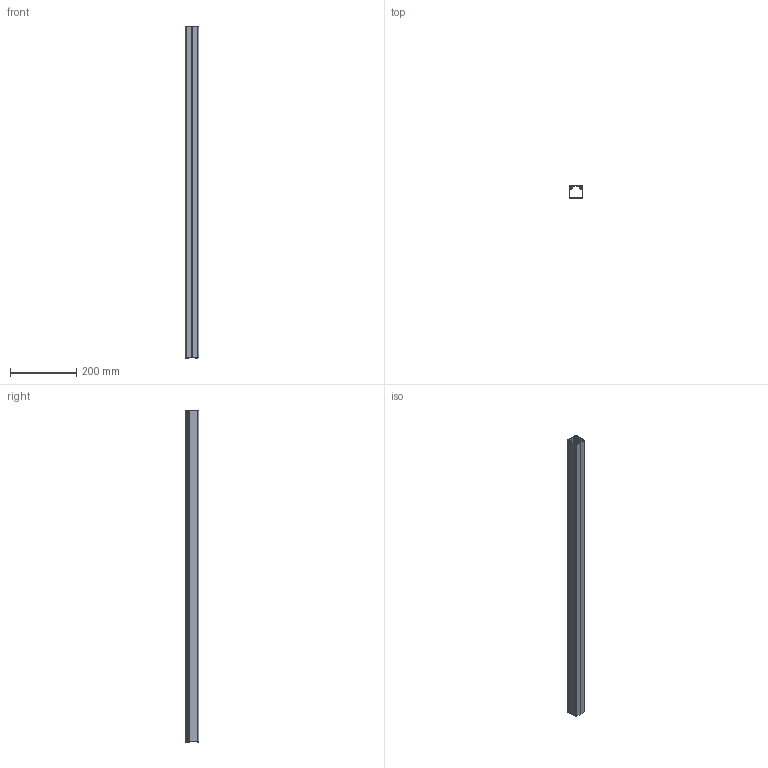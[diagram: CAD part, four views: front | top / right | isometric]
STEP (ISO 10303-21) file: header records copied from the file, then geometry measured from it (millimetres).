
FILE_DESCRIPTION(/* description */ (''),/* implementation_level */ '2;1');
FILE_NAME(/* name */ '119400',/* time_stamp */ '2014-10-06T10:52:55+02:00',/* author */ (''),/* organization */ (''),/* preprocessor_version */ 'ST-DEVELOPER v14',/* originating_system */ 'HiCAD 2013 1802.4 Build 509',/* authorisation */ '');
FILE_SCHEMA (('AUTOMOTIVE_DESIGN { 1 0 10303 214 1 1 1 1 }'));
Length unit declared in the file: millimetre
Products named in the file (2): Root; 119400Kabelgootprofiel 40x40BOIKON0
Assembly tree (1 placements, depth 2):
  Root
    119400Kabelgootprofiel 40x40BOIKON0
Bounding box: 40.02 x 40 x 1000 mm (x, y, z)
Volume: 284579.4 mm3; surface area: 393115.5 mm2
Topology: 2 solids, 2 shells, 185 faces, 543 edges, 362 vertices
Faces by surface type: plane 107, cylinder 78
Entity records: 11643 total; most frequent: CARTESIAN_POINT 1092, PRESENTATION_STYLE_ASSIGNMENT 1088, COLOUR_RGB 1087, DRAUGHTING_PRE_DEFINED_CURVE_FONT 1086, CURVE_STYLE 1086, OVER_RIDING_STYLED_ITEM 1086, ORIENTED_EDGE 1086, DIRECTION 1073
